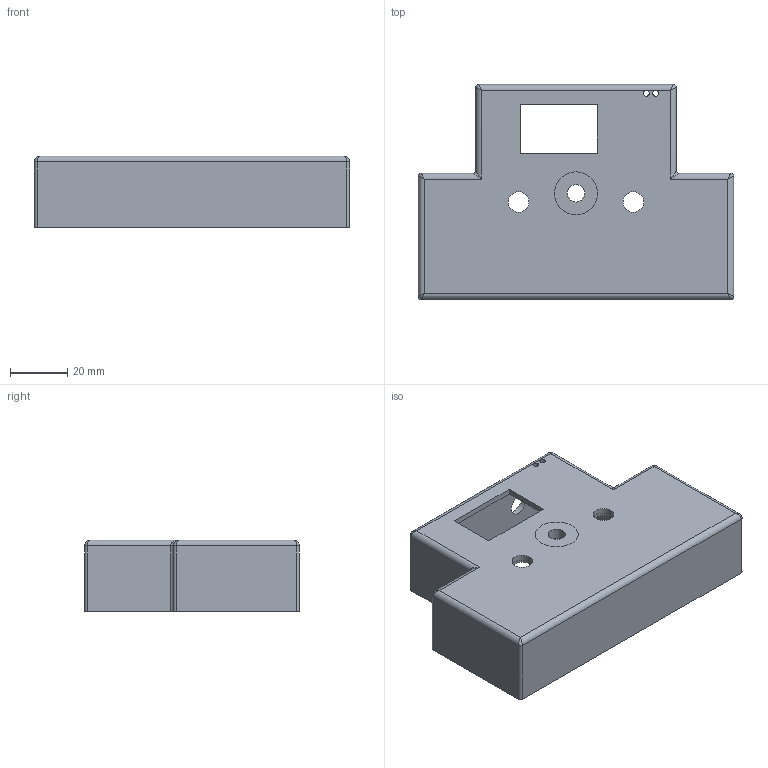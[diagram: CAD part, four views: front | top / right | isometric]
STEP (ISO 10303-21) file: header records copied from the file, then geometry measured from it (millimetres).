
FILE_DESCRIPTION(('FreeCAD Model'),'2;1');
FILE_NAME('Open CASCADE Shape Model','2023-07-31T21:13:05',('Author'),( ''),'Open CASCADE STEP processor 7.6','FreeCAD','Unknown');
FILE_SCHEMA(('AUTOMOTIVE_DESIGN { 1 0 10303 214 1 1 1 1 }'));
Length unit declared in the file: millimetre
Products named in the file (1): CaseTop
Bounding box: 110 x 75 x 25 mm (x, y, z)
Volume: 30622.2 mm3; surface area: 31590.6 mm2
Topology: 1 solids, 1 shells, 167 faces, 390 edges, 239 vertices
Faces by surface type: plane 86, cylinder 73, bspline 8
Full cylindrical faces by diameter (mm): 1.9 x2, 2 x2, 2.5 x1, 2.75 x2, 4 x2, 6.1 x1, 7 x1, 7.2 x4, 11.5 x2, 11.6 x1, 15 x1
Entity records: 10731 total; most frequent: CARTESIAN_POINT 2965, DIRECTION 1441, LINE 879, VECTOR 879, ORIENTED_EDGE 764, PCURVE 764, DEFINITIONAL_REPRESENTATION 764, EDGE_CURVE 382
